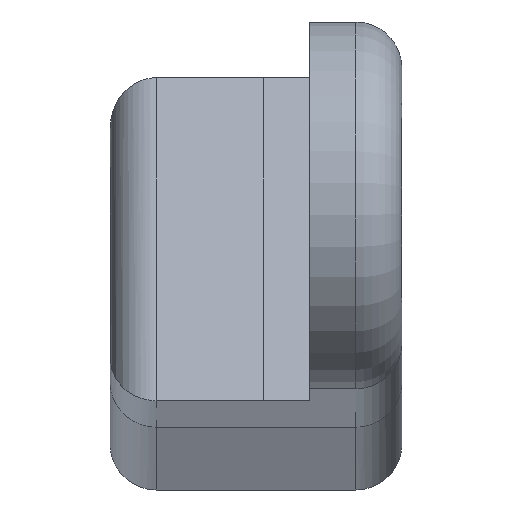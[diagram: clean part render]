
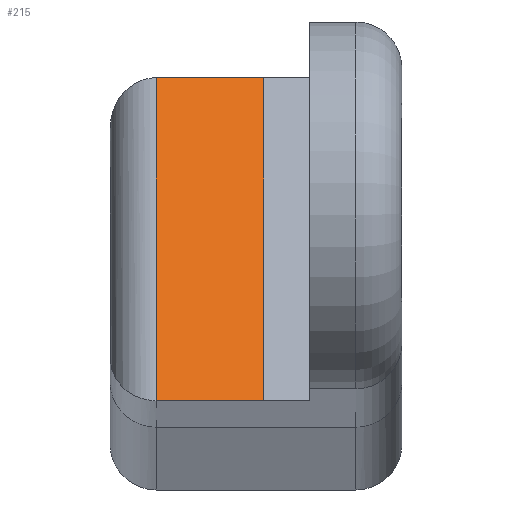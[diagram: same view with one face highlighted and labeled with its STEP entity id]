
A CAD part, left-side view. The second image highlights one B-rep face of the part: STEP entity #215.
In plain terms, the highlighted planar face has unit normal (-0.898, 0, 0.441).
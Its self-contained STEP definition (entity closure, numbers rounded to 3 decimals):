
#21 = EDGE_CURVE('',#22,#24,#26,.T.);
#22 = VERTEX_POINT('',#23);
#23 = CARTESIAN_POINT('',(-398.912,-10.,369.321));
#24 = VERTEX_POINT('',#25);
#25 = CARTESIAN_POINT('',(-398.912,-3.,369.321));
#26 = SURFACE_CURVE('',#27,(#31,#42),.PCURVE_S1.);
#27 = LINE('',#28,#29);
#28 = CARTESIAN_POINT('',(-398.912,0.,
    369.321));
#29 = VECTOR('',#30,1.);
#30 = DIRECTION('',(0.,1.,0.));
#31 = PCURVE('',#32,#37);
#32 = PLANE('',#33);
#33 = AXIS2_PLACEMENT_3D('',#34,#35,#36);
#34 = CARTESIAN_POINT('',(-420.371,0.,
    372.867));
#35 = DIRECTION('',(0.163,0.,0.987));
#36 = DIRECTION('',(0.987,0.,-0.163)
  );
#37 = DEFINITIONAL_REPRESENTATION('',(#38),#41);
#38 = B_SPLINE_CURVE_WITH_KNOTS('',1,(#39,#40),.UNSPECIFIED.,.F.,.F.,(2,
    2),(-11.,1.),.PIECEWISE_BEZIER_KNOTS.);
#39 = CARTESIAN_POINT('',(21.75,-11.));
#40 = CARTESIAN_POINT('',(21.75,1.));
#41 = ( GEOMETRIC_REPRESENTATION_CONTEXT(2) 
PARAMETRIC_REPRESENTATION_CONTEXT() REPRESENTATION_CONTEXT('2D SPACE',''
  ) );
#42 = PCURVE('',#43,#48);
#43 = PLANE('',#44);
#44 = AXIS2_PLACEMENT_3D('',#45,#46,#47);
#45 = CARTESIAN_POINT('',(-396.303,0.,
    374.636));
#46 = DIRECTION('',(0.898,0.,-0.441)
  );
#47 = DIRECTION('',(-0.441,0.,-0.898)
  );
#48 = DEFINITIONAL_REPRESENTATION('',(#49),#52);
#49 = B_SPLINE_CURVE_WITH_KNOTS('',1,(#50,#51),.UNSPECIFIED.,.F.,.F.,(2,
    2),(-11.,1.),.PIECEWISE_BEZIER_KNOTS.);
#50 = CARTESIAN_POINT('',(5.92,-11.));
#51 = CARTESIAN_POINT('',(5.92,1.));
#52 = ( GEOMETRIC_REPRESENTATION_CONTEXT(2) 
PARAMETRIC_REPRESENTATION_CONTEXT() REPRESENTATION_CONTEXT('2D SPACE',''
  ) );
#69 = PLANE('',#70);
#70 = AXIS2_PLACEMENT_3D('',#71,#72,#73);
#71 = CARTESIAN_POINT('',(-397.736,-10.,371.715));
#72 = DIRECTION('',(0.898,0.,-0.441)
  );
#73 = DIRECTION('',(-0.441,0.,-0.898)
  );
#215 = ADVANCED_FACE('',(#216),#43,.F.);
#216 = FACE_BOUND('',#217,.F.);
#217 = EDGE_LOOP('',(#218,#246,#272,#273));
#218 = ORIENTED_EDGE('',*,*,#219,.T.);
#219 = EDGE_CURVE('',#220,#222,#224,.T.);
#220 = VERTEX_POINT('',#221);
#221 = CARTESIAN_POINT('',(-409.236,-10.,348.286));
#222 = VERTEX_POINT('',#223);
#223 = CARTESIAN_POINT('',(-409.236,-3.,348.286));
#224 = SURFACE_CURVE('',#225,(#229,#235),.PCURVE_S1.);
#225 = LINE('',#226,#227);
#226 = CARTESIAN_POINT('',(-409.236,0.,
    348.286));
#227 = VECTOR('',#228,1.);
#228 = DIRECTION('',(0.,1.,0.));
#229 = PCURVE('',#43,#230);
#230 = DEFINITIONAL_REPRESENTATION('',(#231),#234);
#231 = B_SPLINE_CURVE_WITH_KNOTS('',1,(#232,#233),.UNSPECIFIED.,.F.,.F.,
  (2,2),(-11.,1.),.PIECEWISE_BEZIER_KNOTS.);
#232 = CARTESIAN_POINT('',(29.352,-11.));
#233 = CARTESIAN_POINT('',(29.352,1.));
#234 = ( GEOMETRIC_REPRESENTATION_CONTEXT(2) 
PARAMETRIC_REPRESENTATION_CONTEXT() REPRESENTATION_CONTEXT('2D SPACE',''
  ) );
#235 = PCURVE('',#236,#241);
#236 = PLANE('',#237);
#237 = AXIS2_PLACEMENT_3D('',#238,#239,#240);
#238 = CARTESIAN_POINT('',(-423.396,0.,
    349.058));
#239 = DIRECTION('',(0.054,0.,0.999
    ));
#240 = DIRECTION('',(0.999,0.,
    -0.054));
#241 = DEFINITIONAL_REPRESENTATION('',(#242),#245);
#242 = B_SPLINE_CURVE_WITH_KNOTS('',1,(#243,#244),.UNSPECIFIED.,.F.,.F.,
  (2,2),(-11.,1.),.PIECEWISE_BEZIER_KNOTS.);
#243 = CARTESIAN_POINT('',(14.182,-11.));
#244 = CARTESIAN_POINT('',(14.182,1.));
#245 = ( GEOMETRIC_REPRESENTATION_CONTEXT(2) 
PARAMETRIC_REPRESENTATION_CONTEXT() REPRESENTATION_CONTEXT('2D SPACE',''
  ) );
#246 = ORIENTED_EDGE('',*,*,#247,.F.);
#247 = EDGE_CURVE('',#24,#222,#248,.T.);
#248 = SURFACE_CURVE('',#249,(#253,#260),.PCURVE_S1.);
#249 = LINE('',#250,#251);
#250 = CARTESIAN_POINT('',(-398.912,-3.,369.321));
#251 = VECTOR('',#252,1.);
#252 = DIRECTION('',(-0.441,0.,-0.898
    ));
#253 = PCURVE('',#43,#254);
#254 = DEFINITIONAL_REPRESENTATION('',(#255),#259);
#255 = LINE('',#256,#257);
#256 = CARTESIAN_POINT('',(5.92,-3.));
#257 = VECTOR('',#258,1.);
#258 = DIRECTION('',(1.,0.));
#259 = ( GEOMETRIC_REPRESENTATION_CONTEXT(2) 
PARAMETRIC_REPRESENTATION_CONTEXT() REPRESENTATION_CONTEXT('2D SPACE',''
  ) );
#260 = PCURVE('',#261,#266);
#261 = CYLINDRICAL_SURFACE('',#262,3.);
#262 = AXIS2_PLACEMENT_3D('',#263,#264,#265);
#263 = CARTESIAN_POINT('',(-396.218,-3.,367.999));
#264 = DIRECTION('',(-0.441,0.,-0.898
    ));
#265 = DIRECTION('',(-0.898,0.,0.441)
  );
#266 = DEFINITIONAL_REPRESENTATION('',(#267),#271);
#267 = LINE('',#268,#269);
#268 = CARTESIAN_POINT('',(0.,0.));
#269 = VECTOR('',#270,1.);
#270 = DIRECTION('',(0.,1.));
#271 = ( GEOMETRIC_REPRESENTATION_CONTEXT(2) 
PARAMETRIC_REPRESENTATION_CONTEXT() REPRESENTATION_CONTEXT('2D SPACE',''
  ) );
#272 = ORIENTED_EDGE('',*,*,#21,.F.);
#273 = ORIENTED_EDGE('',*,*,#274,.T.);
#274 = EDGE_CURVE('',#22,#220,#275,.T.);
#275 = SURFACE_CURVE('',#276,(#280,#287),.PCURVE_S1.);
#276 = LINE('',#277,#278);
#277 = CARTESIAN_POINT('',(-396.303,-10.,374.636));
#278 = VECTOR('',#279,1.);
#279 = DIRECTION('',(-0.441,0.,-0.898
    ));
#280 = PCURVE('',#43,#281);
#281 = DEFINITIONAL_REPRESENTATION('',(#282),#286);
#282 = LINE('',#283,#284);
#283 = CARTESIAN_POINT('',(0.,-10.));
#284 = VECTOR('',#285,1.);
#285 = DIRECTION('',(1.,0.));
#286 = ( GEOMETRIC_REPRESENTATION_CONTEXT(2) 
PARAMETRIC_REPRESENTATION_CONTEXT() REPRESENTATION_CONTEXT('2D SPACE',''
  ) );
#287 = PCURVE('',#69,#288);
#288 = DEFINITIONAL_REPRESENTATION('',(#289),#293);
#289 = LINE('',#290,#291);
#290 = CARTESIAN_POINT('',(-3.253,0.));
#291 = VECTOR('',#292,1.);
#292 = DIRECTION('',(1.,0.));
#293 = ( GEOMETRIC_REPRESENTATION_CONTEXT(2) 
PARAMETRIC_REPRESENTATION_CONTEXT() REPRESENTATION_CONTEXT('2D SPACE',''
  ) );
